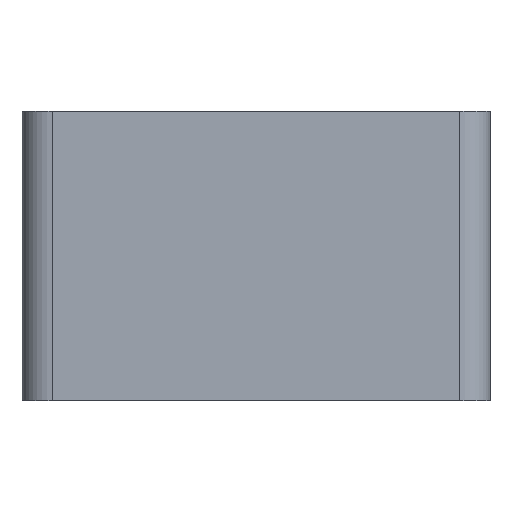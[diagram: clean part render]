
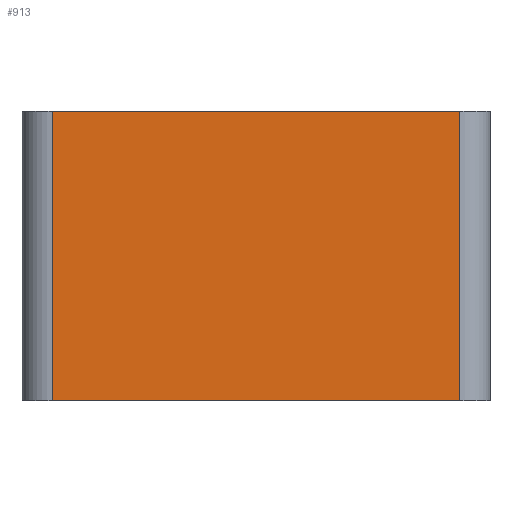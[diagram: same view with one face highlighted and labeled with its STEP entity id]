
A CAD part, left-side view. The second image highlights one B-rep face of the part: STEP entity #913.
In plain terms, the highlighted planar face has unit normal (-1, 0, 0).
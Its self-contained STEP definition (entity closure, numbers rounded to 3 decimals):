
#48=LINE('',#1348,#131);
#119=LINE('',#1555,#202);
#120=LINE('',#1558,#203);
#121=LINE('',#1559,#204);
#131=VECTOR('',#1070,10.);
#202=VECTOR('',#1285,10.);
#203=VECTOR('',#1288,10.);
#204=VECTOR('',#1289,10.);
#253=FACE_OUTER_BOUND('',#311,.T.);
#311=EDGE_LOOP('',(#804,#805,#806,#807));
#380=VERTEX_POINT('',#1345);
#381=VERTEX_POINT('',#1347);
#445=VERTEX_POINT('',#1553);
#446=VERTEX_POINT('',#1557);
#466=EDGE_CURVE('',#380,#381,#48,.T.);
#570=EDGE_CURVE('',#380,#445,#119,.T.);
#571=EDGE_CURVE('',#446,#445,#120,.T.);
#572=EDGE_CURVE('',#381,#446,#121,.T.);
#804=ORIENTED_EDGE('',*,*,#570,.T.);
#805=ORIENTED_EDGE('',*,*,#571,.F.);
#806=ORIENTED_EDGE('',*,*,#572,.F.);
#807=ORIENTED_EDGE('',*,*,#466,.F.);
#865=PLANE('',#1021);
#913=ADVANCED_FACE('',(#253),#865,.T.);
#1021=AXIS2_PLACEMENT_3D('',#1556,#1286,#1287);
#1070=DIRECTION('',(0.,1.,0.));
#1285=DIRECTION('',(0.,0.,1.));
#1286=DIRECTION('center_axis',(-1.,0.,0.));
#1287=DIRECTION('ref_axis',(0.,-1.,0.));
#1288=DIRECTION('',(0.,-1.,0.));
#1289=DIRECTION('',(0.,0.,1.));
#1345=CARTESIAN_POINT('',(-67.,-41.5,-27.));
#1347=CARTESIAN_POINT('',(-67.,-1.,-27.));
#1348=CARTESIAN_POINT('',(-67.,-41.5,-27.));
#1553=CARTESIAN_POINT('',(-67.,-41.5,1.8));
#1555=CARTESIAN_POINT('',(-67.,-41.5,0.));
#1556=CARTESIAN_POINT('Origin',(-67.,-1.,0.));
#1557=CARTESIAN_POINT('',(-67.,-1.,1.8));
#1558=CARTESIAN_POINT('',(-67.,-41.5,1.8));
#1559=CARTESIAN_POINT('',(-67.,-1.,0.));
